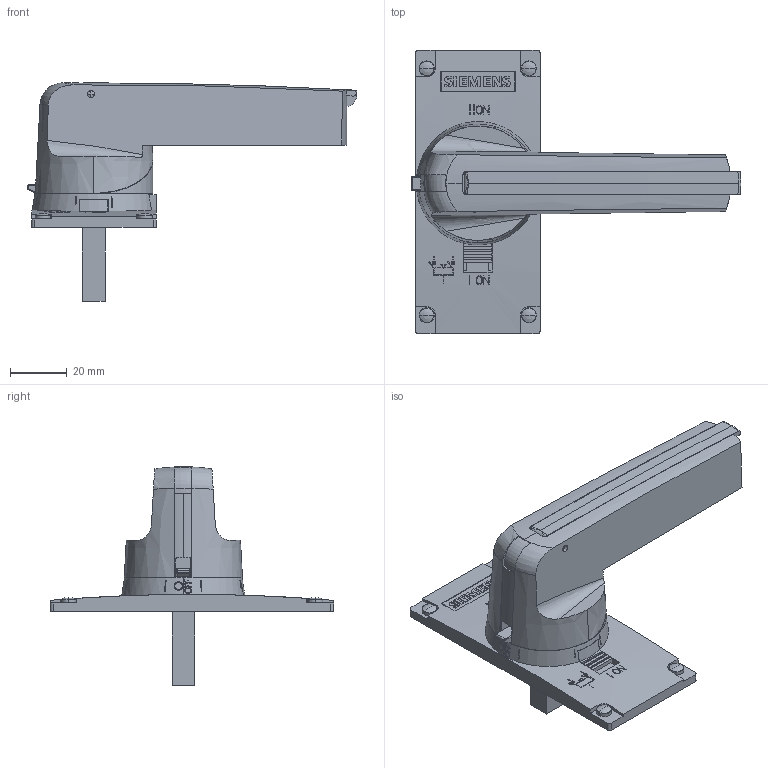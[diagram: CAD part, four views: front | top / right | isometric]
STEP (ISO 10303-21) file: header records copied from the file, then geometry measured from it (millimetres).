
FILE_DESCRIPTION(('STEP AP214'),'1');
FILE_NAME('cctmp_97ECD392-8F1E-4C5C-AD33-CB3CED56A786_2025_06_25_09_46_58_0078..stp','2025-06-25T07:46:58',('SIEMENS A&D'),('CADClick - www.CADClick.com'),'Spatial InterOp 3D postprocessed',' ','unknown authorization');
FILE_SCHEMA(('AUTOMOTIVE_DESIGN'));
Length unit declared in the file: millimetre
Products named in the file (1): 2025_06_25_09_46_58_0066
Bounding box: 116.14 x 99.9 x 76.99 mm (x, y, z)
Volume: 97300.9 mm3; surface area: 24693.3 mm2
Topology: 1 solids, 1 shells, 640 faces, 1736 edges, 1132 vertices
Faces by surface type: plane 421, cylinder 138, cone 22, torus 21, sphere 21, bspline 17
Entity records: 40422 total; most frequent: CARTESIAN_POINT 10842, STYLED_ITEM 3487, PRESENTATION_STYLE_ASSIGNMENT 3487, ORIENTED_EDGE 3428, DIRECTION 3422, EDGE_CURVE 1714, CURVE_STYLE 1714, DRAUGHTING_PRE_DEFINED_CURVE_FONT 1714
